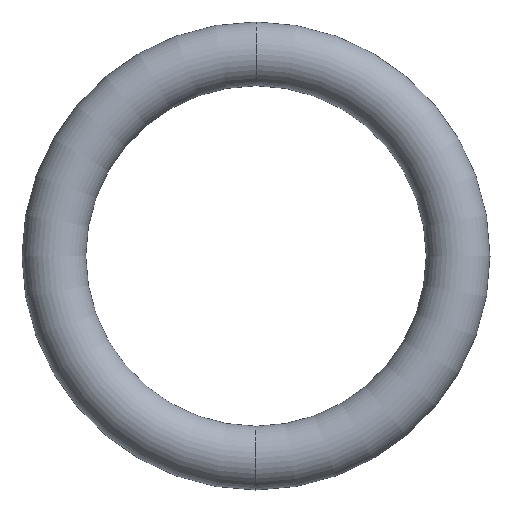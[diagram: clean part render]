
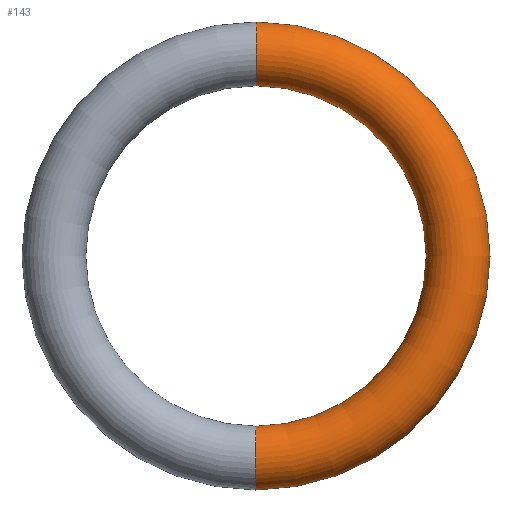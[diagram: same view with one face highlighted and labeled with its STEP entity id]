
A CAD part, left-side view. The second image highlights one B-rep face of the part: STEP entity #143.
In plain terms, the highlighted toroidal (fillet/blend) face has major radius 15.081 mm and minor radius 2.381 mm.
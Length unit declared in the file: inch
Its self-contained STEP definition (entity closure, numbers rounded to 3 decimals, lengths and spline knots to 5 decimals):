
#2 = ORIENTED_EDGE ( 'NONE', *, *, #64, .T. ) ;
#3 = CIRCLE ( 'NONE', #24, 0.09375 ) ;
#5 = CARTESIAN_POINT ( 'NONE',  ( 0., 0., -0.5 ) ) ;
#12 = CARTESIAN_POINT ( 'NONE',  ( 0., 0., 0. ) ) ;
#13 = DIRECTION ( 'NONE',  ( 0., 0., 1. ) ) ;
#22 = CARTESIAN_POINT ( 'NONE',  ( 0., 0., 0.6875 ) ) ;
#24 = AXIS2_PLACEMENT_3D ( 'NONE', #26, #59, #159 ) ;
#26 = CARTESIAN_POINT ( 'NONE',  ( 0., 0., -0.59375 ) ) ;
#28 = VERTEX_POINT ( 'NONE', #5 ) ;
#30 = ORIENTED_EDGE ( 'NONE', *, *, #105, .T. ) ;
#32 = CIRCLE ( 'NONE', #164, 0.6875 ) ;
#34 = ORIENTED_EDGE ( 'NONE', *, *, #77, .F. ) ;
#48 = AXIS2_PLACEMENT_3D ( 'NONE', #102, #118, #61 ) ;
#55 = TOROIDAL_SURFACE ( 'NONE', #48, 0.59375, 0.09375 ) ;
#59 = DIRECTION ( 'NONE',  ( 0., 1., 0. ) ) ;
#61 = DIRECTION ( 'NONE',  ( 0., 0., 1. ) ) ;
#62 = CIRCLE ( 'NONE', #96, 0.09375 ) ;
#64 = EDGE_CURVE ( 'NONE', #124, #127, #62, .T. ) ;
#67 = EDGE_LOOP ( 'NONE', ( #95, #30, #2, #34 ) ) ;
#68 = AXIS2_PLACEMENT_3D ( 'NONE', #12, #90, #117 ) ;
#77 = EDGE_CURVE ( 'NONE', #28, #127, #125, .T. ) ;
#84 = CARTESIAN_POINT ( 'NONE',  ( 0., 0., 0. ) ) ;
#86 = FACE_OUTER_BOUND ( 'NONE', #67, .T. ) ;
#90 = DIRECTION ( 'NONE',  ( -1., 0., 0. ) ) ;
#95 = ORIENTED_EDGE ( 'NONE', *, *, #151, .F. ) ;
#96 = AXIS2_PLACEMENT_3D ( 'NONE', #167, #135, #144 ) ;
#102 = CARTESIAN_POINT ( 'NONE',  ( 0., 0., 0. ) ) ;
#105 = EDGE_CURVE ( 'NONE', #163, #124, #32, .T. ) ;
#117 = DIRECTION ( 'NONE',  ( 0., 0., 1. ) ) ;
#118 = DIRECTION ( 'NONE',  ( -1., 0., 0. ) ) ;
#124 = VERTEX_POINT ( 'NONE', #22 ) ;
#125 = CIRCLE ( 'NONE', #68, 0.5 ) ;
#127 = VERTEX_POINT ( 'NONE', #148 ) ;
#130 = DIRECTION ( 'NONE',  ( -1., 0., 0. ) ) ;
#132 = CARTESIAN_POINT ( 'NONE',  ( 0., 0., -0.6875 ) ) ;
#135 = DIRECTION ( 'NONE',  ( 0., -1., 0. ) ) ;
#143 = ADVANCED_FACE ( 'NONE', ( #86 ), #55, .T. ) ;
#144 = DIRECTION ( 'NONE',  ( 0., 0., -1. ) ) ;
#148 = CARTESIAN_POINT ( 'NONE',  ( 0., 0., 0.5 ) ) ;
#151 = EDGE_CURVE ( 'NONE', #163, #28, #3, .T. ) ;
#159 = DIRECTION ( 'NONE',  ( 0., 0., 1. ) ) ;
#163 = VERTEX_POINT ( 'NONE', #132 ) ;
#164 = AXIS2_PLACEMENT_3D ( 'NONE', #84, #130, #13 ) ;
#167 = CARTESIAN_POINT ( 'NONE',  ( 0., 0., 0.59375 ) ) ;
